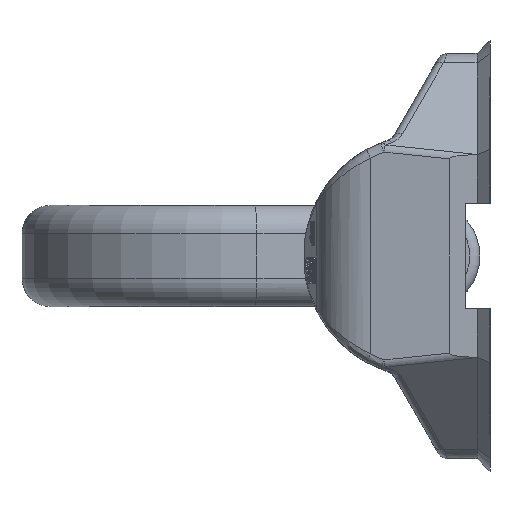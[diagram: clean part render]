
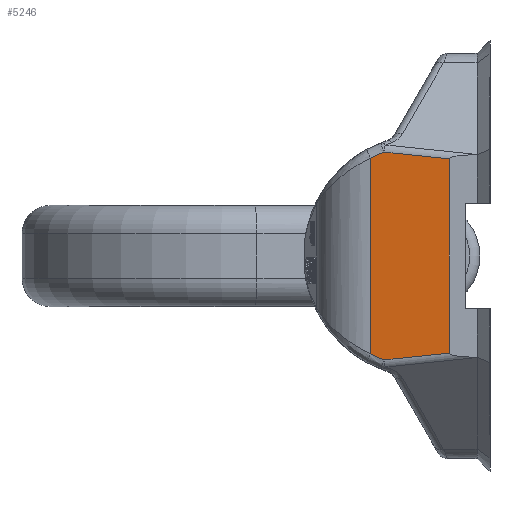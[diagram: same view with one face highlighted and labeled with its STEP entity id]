
A CAD part, left-side view. The second image highlights one B-rep face of the part: STEP entity #5246.
In plain terms, the highlighted planar face has unit normal (-0.995, 0.104, 0).
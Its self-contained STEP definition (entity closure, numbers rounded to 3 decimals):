
#95=DIRECTION('',(0.,0.,1.));
#96=VECTOR('',#95,47.902);
#97=CARTESIAN_POINT('',(-46.,10.,-23.951));
#98=LINE('',#97,#96);
#492=DIRECTION('',(0.104,0.989,0.104));
#493=VECTOR('',#492,16.353);
#494=CARTESIAN_POINT('',(-46.,10.,23.951));
#495=LINE('',#494,#493);
#505=CARTESIAN_POINT('',(-44.3,26.175,25.651));
#506=CARTESIAN_POINT('',(-44.241,26.733,25.435));
#507=CARTESIAN_POINT('',(-44.126,27.834,24.968));
#508=CARTESIAN_POINT('',(-44.013,28.905,24.428));
#509=CARTESIAN_POINT('',(-43.957,29.433,24.14));
#553=DIRECTION('',(0.,0.,-1.));
#554=VECTOR('',#553,48.281);
#555=CARTESIAN_POINT('',(-43.957,29.433,24.14));
#556=LINE('',#555,#554);
#568=CARTESIAN_POINT('',(-43.957,29.433,-24.14));
#588=CARTESIAN_POINT('',(-43.957,29.433,-24.14));
#589=CARTESIAN_POINT('',(-44.013,28.905,-24.428));
#590=CARTESIAN_POINT('',(-44.126,27.834,-24.968));
#591=CARTESIAN_POINT('',(-44.241,26.733,-25.435));
#592=CARTESIAN_POINT('',(-44.3,26.175,-25.651));
#629=DIRECTION('',(-0.104,-0.989,0.104));
#630=VECTOR('',#629,16.353);
#631=CARTESIAN_POINT('',(-44.3,26.175,-25.651));
#632=LINE('',#631,#630);
#3469=VERTEX_POINT('',#505);
#3470=VERTEX_POINT('',#509);
#3496=VERTEX_POINT('',#568);
#3498=VERTEX_POINT('',#592);
#3500=CARTESIAN_POINT('',(-46.,10.,-23.951));
#3501=VERTEX_POINT('',#3500);
#3502=CARTESIAN_POINT('',(-46.,10.,23.951));
#3503=VERTEX_POINT('',#3502);
#5229=CARTESIAN_POINT('',(-46.,10.,60.));
#5230=DIRECTION('',(0.995,-0.105,0.));
#5231=DIRECTION('',(0.105,0.995,0.));
#5232=AXIS2_PLACEMENT_3D('',#5229,#5230,#5231);
#5233=PLANE('',#5232);
#5235=ORIENTED_EDGE('',*,*,#5234,.F.);
#5236=ORIENTED_EDGE('',*,*,#5221,.F.);
#5237=ORIENTED_EDGE('',*,*,#4653,.F.);
#5239=ORIENTED_EDGE('',*,*,#5238,.F.);
#5241=ORIENTED_EDGE('',*,*,#5240,.F.);
#5243=ORIENTED_EDGE('',*,*,#5242,.F.);
#5244=EDGE_LOOP('',(#5235,#5236,#5237,#5239,#5241,#5243));
#5245=FACE_OUTER_BOUND('',#5244,.F.);
#5246=ADVANCED_FACE('',(#5245),#5233,.F.);
#510=B_SPLINE_CURVE_WITH_KNOTS('',3,(#505,#506,#507,#508,#509),.UNSPECIFIED.,
.F.,.F.,(4,1,4),(0.,0.5,1.),.UNSPECIFIED.);
#593=B_SPLINE_CURVE_WITH_KNOTS('',3,(#588,#589,#590,#591,#592),.UNSPECIFIED.,
.F.,.F.,(4,1,4),(0.,0.5,1.),.UNSPECIFIED.);
#4653=EDGE_CURVE('',#3501,#3503,#98,.T.);
#5221=EDGE_CURVE('',#3503,#3469,#495,.T.);
#5234=EDGE_CURVE('',#3469,#3470,#510,.T.);
#5238=EDGE_CURVE('',#3498,#3501,#632,.T.);
#5240=EDGE_CURVE('',#3496,#3498,#593,.T.);
#5242=EDGE_CURVE('',#3470,#3496,#556,.T.);
